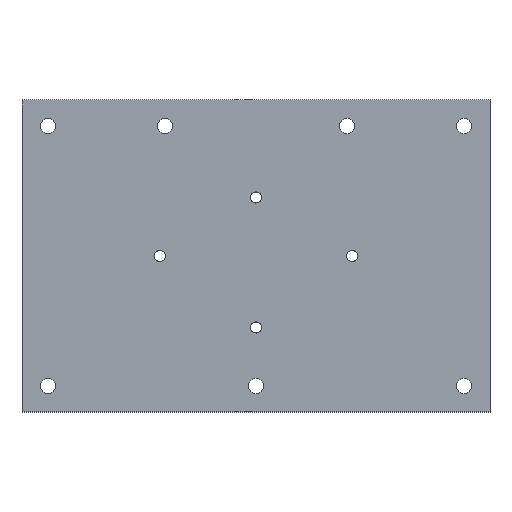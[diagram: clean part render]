
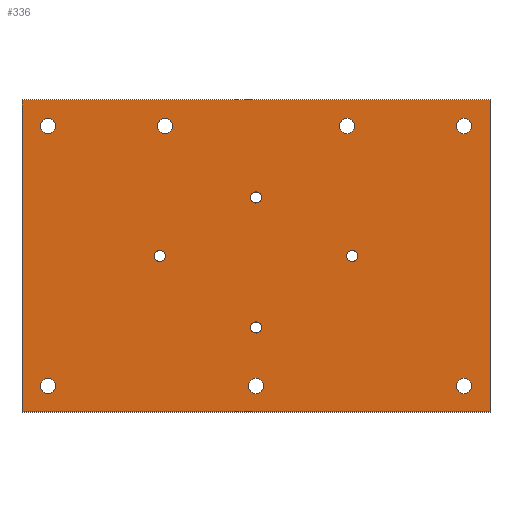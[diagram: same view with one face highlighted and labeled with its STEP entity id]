
A CAD part, top view. The second image highlights one B-rep face of the part: STEP entity #336.
In plain terms, the highlighted planar face has unit normal (0, 0, 1).
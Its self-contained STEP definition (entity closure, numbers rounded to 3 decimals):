
#16=LINE('',#552,#28);
#19=LINE('',#558,#31);
#22=LINE('',#564,#34);
#25=LINE('',#568,#37);
#28=VECTOR('',#469,10.);
#31=VECTOR('',#474,10.);
#34=VECTOR('',#479,10.);
#37=VECTOR('',#484,10.);
#42=PLANE('',#395);
#67=FACE_BOUND('',#133,.T.);
#68=FACE_BOUND('',#134,.T.);
#69=FACE_BOUND('',#135,.T.);
#70=FACE_BOUND('',#136,.T.);
#71=FACE_BOUND('',#137,.T.);
#72=FACE_BOUND('',#138,.T.);
#73=FACE_BOUND('',#139,.T.);
#74=FACE_BOUND('',#140,.T.);
#75=FACE_BOUND('',#141,.T.);
#76=FACE_BOUND('',#142,.T.);
#77=FACE_BOUND('',#143,.T.);
#104=FACE_OUTER_BOUND('',#132,.T.);
#132=EDGE_LOOP('',(#280,#281,#282,#283));
#133=EDGE_LOOP('',(#284));
#134=EDGE_LOOP('',(#285));
#135=EDGE_LOOP('',(#286));
#136=EDGE_LOOP('',(#287));
#137=EDGE_LOOP('',(#288));
#138=EDGE_LOOP('',(#289));
#139=EDGE_LOOP('',(#290));
#140=EDGE_LOOP('',(#291));
#141=EDGE_LOOP('',(#292));
#142=EDGE_LOOP('',(#293));
#143=EDGE_LOOP('',(#294));
#156=CIRCLE('',#359,3.);
#158=CIRCLE('',#362,3.);
#160=CIRCLE('',#365,3.);
#162=CIRCLE('',#368,3.);
#164=CIRCLE('',#371,3.);
#166=CIRCLE('',#374,3.);
#168=CIRCLE('',#377,3.);
#170=CIRCLE('',#380,2.15);
#172=CIRCLE('',#383,2.15);
#174=CIRCLE('',#386,2.15);
#176=CIRCLE('',#389,2.15);
#178=VERTEX_POINT('',#491);
#180=VERTEX_POINT('',#496);
#182=VERTEX_POINT('',#501);
#184=VERTEX_POINT('',#506);
#186=VERTEX_POINT('',#511);
#188=VERTEX_POINT('',#516);
#190=VERTEX_POINT('',#521);
#192=VERTEX_POINT('',#526);
#194=VERTEX_POINT('',#531);
#196=VERTEX_POINT('',#536);
#198=VERTEX_POINT('',#541);
#202=VERTEX_POINT('',#549);
#203=VERTEX_POINT('',#551);
#205=VERTEX_POINT('',#557);
#207=VERTEX_POINT('',#563);
#208=EDGE_CURVE('',#178,#178,#156,.T.);
#210=EDGE_CURVE('',#180,#180,#158,.T.);
#212=EDGE_CURVE('',#182,#182,#160,.T.);
#214=EDGE_CURVE('',#184,#184,#162,.T.);
#216=EDGE_CURVE('',#186,#186,#164,.T.);
#218=EDGE_CURVE('',#188,#188,#166,.T.);
#220=EDGE_CURVE('',#190,#190,#168,.T.);
#222=EDGE_CURVE('',#192,#192,#170,.T.);
#224=EDGE_CURVE('',#194,#194,#172,.T.);
#226=EDGE_CURVE('',#196,#196,#174,.T.);
#228=EDGE_CURVE('',#198,#198,#176,.T.);
#232=EDGE_CURVE('',#203,#202,#16,.T.);
#235=EDGE_CURVE('',#205,#203,#19,.T.);
#238=EDGE_CURVE('',#207,#205,#22,.T.);
#241=EDGE_CURVE('',#202,#207,#25,.T.);
#280=ORIENTED_EDGE('',*,*,#241,.T.);
#281=ORIENTED_EDGE('',*,*,#238,.T.);
#282=ORIENTED_EDGE('',*,*,#235,.T.);
#283=ORIENTED_EDGE('',*,*,#232,.T.);
#284=ORIENTED_EDGE('',*,*,#208,.T.);
#285=ORIENTED_EDGE('',*,*,#210,.T.);
#286=ORIENTED_EDGE('',*,*,#212,.T.);
#287=ORIENTED_EDGE('',*,*,#214,.T.);
#288=ORIENTED_EDGE('',*,*,#216,.T.);
#289=ORIENTED_EDGE('',*,*,#218,.T.);
#290=ORIENTED_EDGE('',*,*,#220,.T.);
#291=ORIENTED_EDGE('',*,*,#222,.T.);
#292=ORIENTED_EDGE('',*,*,#224,.T.);
#293=ORIENTED_EDGE('',*,*,#226,.T.);
#294=ORIENTED_EDGE('',*,*,#228,.T.);
#336=ADVANCED_FACE('',(#104,#67,#68,#69,#70,#71,#72,#73,#74,#75,#76,#77),
#42,.T.);
#359=AXIS2_PLACEMENT_3D('',#492,#401,#402);
#362=AXIS2_PLACEMENT_3D('',#497,#407,#408);
#365=AXIS2_PLACEMENT_3D('',#502,#413,#414);
#368=AXIS2_PLACEMENT_3D('',#507,#419,#420);
#371=AXIS2_PLACEMENT_3D('',#512,#425,#426);
#374=AXIS2_PLACEMENT_3D('',#517,#431,#432);
#377=AXIS2_PLACEMENT_3D('',#522,#437,#438);
#380=AXIS2_PLACEMENT_3D('',#527,#443,#444);
#383=AXIS2_PLACEMENT_3D('',#532,#449,#450);
#386=AXIS2_PLACEMENT_3D('',#537,#455,#456);
#389=AXIS2_PLACEMENT_3D('',#542,#461,#462);
#395=AXIS2_PLACEMENT_3D('',#569,#485,#486);
#401=DIRECTION('center_axis',(0.,0.,-1.));
#402=DIRECTION('ref_axis',(-1.,0.,0.));
#407=DIRECTION('center_axis',(0.,0.,-1.));
#408=DIRECTION('ref_axis',(-1.,0.,0.));
#413=DIRECTION('center_axis',(0.,0.,-1.));
#414=DIRECTION('ref_axis',(-1.,0.,0.));
#419=DIRECTION('center_axis',(0.,0.,-1.));
#420=DIRECTION('ref_axis',(-1.,0.,0.));
#425=DIRECTION('center_axis',(0.,0.,-1.));
#426=DIRECTION('ref_axis',(-1.,0.,0.));
#431=DIRECTION('center_axis',(0.,0.,-1.));
#432=DIRECTION('ref_axis',(-1.,0.,0.));
#437=DIRECTION('center_axis',(0.,0.,-1.));
#438=DIRECTION('ref_axis',(-1.,0.,0.));
#443=DIRECTION('center_axis',(0.,0.,-1.));
#444=DIRECTION('ref_axis',(-1.,0.,0.));
#449=DIRECTION('center_axis',(0.,0.,-1.));
#450=DIRECTION('ref_axis',(-1.,0.,0.));
#455=DIRECTION('center_axis',(0.,0.,-1.));
#456=DIRECTION('ref_axis',(-1.,0.,0.));
#461=DIRECTION('center_axis',(0.,0.,-1.));
#462=DIRECTION('ref_axis',(-1.,0.,0.));
#469=DIRECTION('',(0.,1.,0.));
#474=DIRECTION('',(1.,0.,0.));
#479=DIRECTION('',(0.,-1.,0.));
#484=DIRECTION('',(-1.,0.,0.));
#485=DIRECTION('center_axis',(0.,0.,1.));
#486=DIRECTION('ref_axis',(1.,0.,0.));
#491=CARTESIAN_POINT('',(38.,50.,6.));
#492=CARTESIAN_POINT('Origin',(35.,50.,6.));
#496=CARTESIAN_POINT('',(-32.,50.,6.));
#497=CARTESIAN_POINT('Origin',(-35.,50.,6.));
#501=CARTESIAN_POINT('',(-77.,50.,6.));
#502=CARTESIAN_POINT('Origin',(-80.,50.,6.));
#506=CARTESIAN_POINT('',(83.,-50.,6.));
#507=CARTESIAN_POINT('Origin',(80.,-50.,6.));
#511=CARTESIAN_POINT('',(3.,-50.,6.));
#512=CARTESIAN_POINT('Origin',(0.,-50.,6.));
#516=CARTESIAN_POINT('',(83.,50.,6.));
#517=CARTESIAN_POINT('Origin',(80.,50.,6.));
#521=CARTESIAN_POINT('',(-77.,-50.,6.));
#522=CARTESIAN_POINT('Origin',(-80.,-50.,6.));
#526=CARTESIAN_POINT('',(-34.85,0.,6.));
#527=CARTESIAN_POINT('Origin',(-37.,0.,6.));
#531=CARTESIAN_POINT('',(39.15,0.,6.));
#532=CARTESIAN_POINT('Origin',(37.,0.,6.));
#536=CARTESIAN_POINT('',(2.15,-27.5,6.));
#537=CARTESIAN_POINT('Origin',(0.,-27.5,6.));
#541=CARTESIAN_POINT('',(2.15,22.5,6.));
#542=CARTESIAN_POINT('Origin',(0.,22.5,6.));
#549=CARTESIAN_POINT('',(90.,60.,6.));
#551=CARTESIAN_POINT('',(90.,-60.,6.));
#552=CARTESIAN_POINT('',(90.,-60.,6.));
#557=CARTESIAN_POINT('',(-90.,-60.,6.));
#558=CARTESIAN_POINT('',(-90.,-60.,6.));
#563=CARTESIAN_POINT('',(-90.,60.,6.));
#564=CARTESIAN_POINT('',(-90.,60.,6.));
#568=CARTESIAN_POINT('',(90.,60.,6.));
#569=CARTESIAN_POINT('Origin',(0.,0.,6.));
